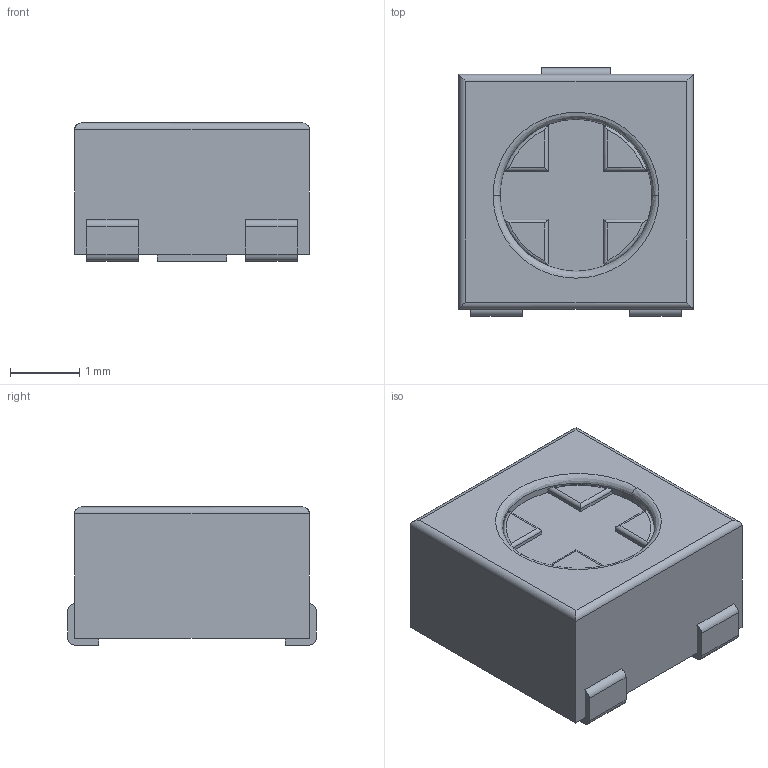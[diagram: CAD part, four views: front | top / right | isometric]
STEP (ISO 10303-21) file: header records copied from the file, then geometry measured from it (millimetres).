
FILE_DESCRIPTION (( 'STEP AP214' ), '1' );
FILE_NAME ('User Library-TRIMMER_PVG3A.STEP', '2020-09-27T07:39:40', ( '' ), ( '' ), 'SwSTEP 2.0', 'SolidWorks 2020', '' );
FILE_SCHEMA (( 'AUTOMOTIVE_DESIGN' ));
Length unit declared in the file: millimetre
Products named in the file (6): ACIS Solid_3314; ACIS Solid_3259; ACIS Solid_3586; ACIS Solid_3378; ACIS Solid_3223; User Library-TRIMMER_PVG3A
Assembly tree (5 placements, depth 2):
  User Library-TRIMMER_PVG3A
    ACIS Solid_3223
    ACIS Solid_3378
    ACIS Solid_3314
    ACIS Solid_3586
    ACIS Solid_3259
Bounding box: 3.4 x 3.6 x 2 mm (x, y, z)
Volume: 21.9 mm3; surface area: 68.5 mm2
Topology: 5 solids, 5 shells, 67 faces, 158 edges, 102 vertices
Faces by surface type: plane 39, cylinder 22, bspline 6
Entity records: 3097 total; most frequent: CARTESIAN_POINT 647, ORIENTED_EDGE 316, DIRECTION 296, EDGE_CURVE 158, VERTEX_POINT 102, AXIS2_PLACEMENT_3D 99, VECTOR 98, LINE 98
